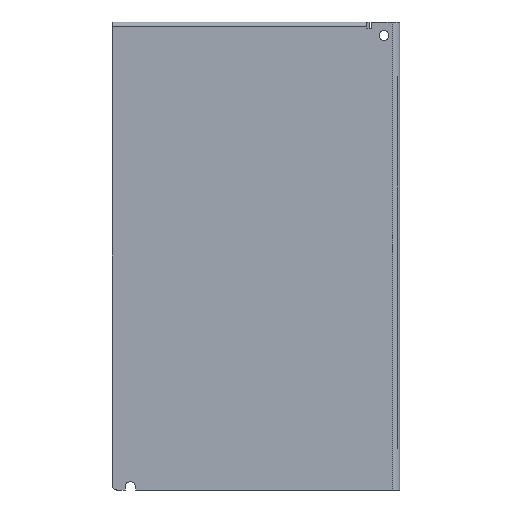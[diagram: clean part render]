
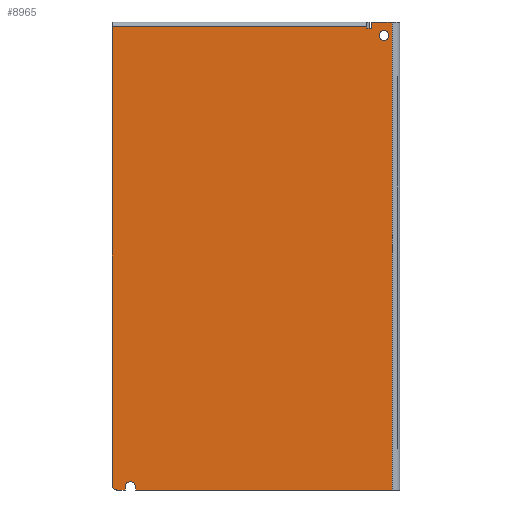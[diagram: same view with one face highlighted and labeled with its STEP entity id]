
A CAD part, front view. The second image highlights one B-rep face of the part: STEP entity #8965.
In plain terms, the highlighted planar face has unit normal (0, -1, 0).
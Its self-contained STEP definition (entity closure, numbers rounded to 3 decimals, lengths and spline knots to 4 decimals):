
#8965 = ADVANCED_FACE ( 'NONE', ( #24147, #24148 ), #26826, .T. ) ;
#24147 = FACE_OUTER_BOUND ( 'NONE', #71755, .T. ) ;
#24148 = FACE_BOUND ( 'NONE', #71757, .T. ) ;
#26826 = PLANE ( 'NONE',  #27153 ) ;
#26827 = CARTESIAN_POINT ( 'NONE',  ( -1.91, -0.75, -6.22 ) ) ;
#26828 = DIRECTION ( 'NONE',  ( 0., -1., 0. ) ) ;
#26829 = DIRECTION ( 'NONE',  ( 0., 0., -1. ) ) ;
#27153 = AXIS2_PLACEMENT_3D ( 'NONE', #26827, #26828, #26829 ) ;
#47588 = LINE ( 'NONE', #51202, #52250 ) ;
#47658 = LINE ( 'NONE', #51354, #52498 ) ;
#47709 = LINE ( 'NONE', #51498, #52725 ) ;
#47710 = LINE ( 'NONE', #51500, #52728 ) ;
#47711 = LINE ( 'NONE', #51502, #52732 ) ;
#47712 = LINE ( 'NONE', #51504, #52736 ) ;
#47713 = LINE ( 'NONE', #51506, #52739 ) ;
#47714 = LINE ( 'NONE', #51508, #52743 ) ;
#47715 = LINE ( 'NONE', #51510, #52747 ) ;
#47716 = LINE ( 'NONE', #51515, #52753 ) ;
#47717 = LINE ( 'NONE', #51517, #52757 ) ;
#51117 = CARTESIAN_POINT ( 'NONE',  ( -1.67, -0.75, -6.18 ) ) ;
#51118 = DIRECTION ( 'NONE',  ( 0., -1., 0. ) ) ;
#51119 = DIRECTION ( 'NONE',  ( 0., 0., -1. ) ) ;
#51127 = CARTESIAN_POINT ( 'NONE',  ( 1.7, -0.75, -0.18 ) ) ;
#51128 = DIRECTION ( 'NONE',  ( 0., -1., 0. ) ) ;
#51129 = DIRECTION ( 'NONE',  ( 0., 0., -1. ) ) ;
#51202 = CARTESIAN_POINT ( 'NONE',  ( -1.91, -0.75, -6.22 ) ) ;
#51203 = DIRECTION ( 'NONE',  ( 1., 0., 0. ) ) ;
#51354 = CARTESIAN_POINT ( 'NONE',  ( -1.91, -0.75, 0. ) ) ;
#51355 = DIRECTION ( 'NONE',  ( 1., 0., 0. ) ) ;
#51498 = CARTESIAN_POINT ( 'NONE',  ( -1.6, -0.75, -6.22 ) ) ;
#51499 = DIRECTION ( 'NONE',  ( 0., 0., 1. ) ) ;
#51500 = CARTESIAN_POINT ( 'NONE',  ( 1.81, -0.75, -6.22 ) ) ;
#51501 = DIRECTION ( 'NONE',  ( 0., 0., 1. ) ) ;
#51502 = CARTESIAN_POINT ( 'NONE',  ( 1.532, -0.75, -6.22 ) ) ;
#51503 = DIRECTION ( 'NONE',  ( 0., 0., 1. ) ) ;
#51504 = CARTESIAN_POINT ( 'NONE',  ( -1.91, -0.75, -0.08 ) ) ;
#51505 = DIRECTION ( 'NONE',  ( 1., 0., 0. ) ) ;
#51506 = CARTESIAN_POINT ( 'NONE',  ( 1.473, -0.75, -6.22 ) ) ;
#51507 = DIRECTION ( 'NONE',  ( 0., 0., -1. ) ) ;
#51508 = CARTESIAN_POINT ( 'NONE',  ( -1.91, -0.75, -0.06 ) ) ;
#51509 = DIRECTION ( 'NONE',  ( -1., 0., 0. ) ) ;
#51510 = CARTESIAN_POINT ( 'NONE',  ( -1.91, -0.75, -6.22 ) ) ;
#51511 = DIRECTION ( 'NONE',  ( 0., 0., 1. ) ) ;
#51512 = CARTESIAN_POINT ( 'NONE',  ( -1.85, -0.75, -6.16 ) ) ;
#51513 = DIRECTION ( 'NONE',  ( 0., -1., 0. ) ) ;
#51514 = DIRECTION ( 'NONE',  ( 0., 0., -1. ) ) ;
#51515 = CARTESIAN_POINT ( 'NONE',  ( -1.91, -0.75, -6.22 ) ) ;
#51516 = DIRECTION ( 'NONE',  ( 1., 0., 0. ) ) ;
#51517 = CARTESIAN_POINT ( 'NONE',  ( -1.74, -0.75, -6.22 ) ) ;
#51518 = DIRECTION ( 'NONE',  ( 0., 0., -1. ) ) ;
#51519 = CARTESIAN_POINT ( 'NONE',  ( -1.67, -0.75, -6.18 ) ) ;
#51520 = DIRECTION ( 'NONE',  ( 0., -1., 0. ) ) ;
#51521 = DIRECTION ( 'NONE',  ( 0., 0., -1. ) ) ;
#51522 = CARTESIAN_POINT ( 'NONE',  ( 1.7, -0.75, -0.18 ) ) ;
#51523 = DIRECTION ( 'NONE',  ( 0., -1., 0. ) ) ;
#51524 = DIRECTION ( 'NONE',  ( 0., 0., -1. ) ) ;
#52118 = CIRCLE ( 'NONE', #52123, 0.07 ) ;
#52123 = AXIS2_PLACEMENT_3D ( 'NONE', #51117, #51118, #51119 ) ;
#52134 = CIRCLE ( 'NONE', #52138, 0.065 ) ;
#52138 = AXIS2_PLACEMENT_3D ( 'NONE', #51127, #51128, #51129 ) ;
#52250 = VECTOR ( 'NONE', #51203, 39.3701 ) ;
#52498 = VECTOR ( 'NONE', #51355, 39.3701 ) ;
#52711 = CIRCLE ( 'NONE', #52759, 0.07 ) ;
#52716 = CIRCLE ( 'NONE', #52763, 0.065 ) ;
#52725 = VECTOR ( 'NONE', #51499, 39.3701 ) ;
#52728 = VECTOR ( 'NONE', #51501, 39.3701 ) ;
#52732 = VECTOR ( 'NONE', #51503, 39.3701 ) ;
#52736 = VECTOR ( 'NONE', #51505, 39.3701 ) ;
#52739 = VECTOR ( 'NONE', #51507, 39.3701 ) ;
#52743 = VECTOR ( 'NONE', #51509, 39.3701 ) ;
#52745 = CIRCLE ( 'NONE', #52749, 0.06 ) ;
#52747 = VECTOR ( 'NONE', #51511, 39.3701 ) ;
#52749 = AXIS2_PLACEMENT_3D ( 'NONE', #51512, #51513, #51514 ) ;
#52753 = VECTOR ( 'NONE', #51516, 39.3701 ) ;
#52757 = VECTOR ( 'NONE', #51518, 39.3701 ) ;
#52759 = AXIS2_PLACEMENT_3D ( 'NONE', #51519, #51520, #51521 ) ;
#52763 = AXIS2_PLACEMENT_3D ( 'NONE', #51522, #51523, #51524 ) ;
#59043 = CARTESIAN_POINT ( 'NONE',  ( -1.6, -0.75, -6.18 ) ) ;
#59044 = CARTESIAN_POINT ( 'NONE',  ( -1.67, -0.75, -6.11 ) ) ;
#59047 = CARTESIAN_POINT ( 'NONE',  ( 1.7, -0.75, -0.115 ) ) ;
#59048 = CARTESIAN_POINT ( 'NONE',  ( 1.7, -0.75, -0.245 ) ) ;
#59079 = CARTESIAN_POINT ( 'NONE',  ( 1.81, -0.75, -6.22 ) ) ;
#59080 = CARTESIAN_POINT ( 'NONE',  ( -1.6, -0.75, -6.22 ) ) ;
#59144 = CARTESIAN_POINT ( 'NONE',  ( 1.532, -0.75, 0. ) ) ;
#59145 = CARTESIAN_POINT ( 'NONE',  ( 1.81, -0.75, 0. ) ) ;
#59190 = CARTESIAN_POINT ( 'NONE',  ( 1.532, -0.75, -0.08 ) ) ;
#59191 = CARTESIAN_POINT ( 'NONE',  ( 1.473, -0.75, -0.08 ) ) ;
#59192 = CARTESIAN_POINT ( 'NONE',  ( 1.473, -0.75, -0.06 ) ) ;
#59193 = CARTESIAN_POINT ( 'NONE',  ( -1.91, -0.75, -0.06 ) ) ;
#59194 = CARTESIAN_POINT ( 'NONE',  ( -1.91, -0.75, -6.16 ) ) ;
#59195 = CARTESIAN_POINT ( 'NONE',  ( -1.85, -0.75, -6.22 ) ) ;
#59196 = CARTESIAN_POINT ( 'NONE',  ( -1.74, -0.75, -6.22 ) ) ;
#59197 = CARTESIAN_POINT ( 'NONE',  ( -1.74, -0.75, -6.18 ) ) ;
#70355 = EDGE_CURVE ( 'NONE', #73922, #73923, #52118, .T. ) ;
#70359 = EDGE_CURVE ( 'NONE', #73926, #73927, #52134, .T. ) ;
#70389 = EDGE_CURVE ( 'NONE', #73959, #73958, #47588, .T. ) ;
#70463 = EDGE_CURVE ( 'NONE', #74023, #74024, #47658, .T. ) ;
#70528 = EDGE_CURVE ( 'NONE', #73959, #73922, #47709, .T. ) ;
#70529 = EDGE_CURVE ( 'NONE', #73958, #74024, #47710, .T. ) ;
#70530 = EDGE_CURVE ( 'NONE', #74069, #74023, #47711, .T. ) ;
#70531 = EDGE_CURVE ( 'NONE', #74070, #74069, #47712, .T. ) ;
#70532 = EDGE_CURVE ( 'NONE', #74071, #74070, #47713, .T. ) ;
#70533 = EDGE_CURVE ( 'NONE', #74071, #74072, #47714, .T. ) ;
#70534 = EDGE_CURVE ( 'NONE', #74073, #74072, #47715, .T. ) ;
#70535 = EDGE_CURVE ( 'NONE', #74073, #74074, #52745, .T. ) ;
#70536 = EDGE_CURVE ( 'NONE', #74074, #74075, #47716, .T. ) ;
#70537 = EDGE_CURVE ( 'NONE', #74076, #74075, #47717, .T. ) ;
#70538 = EDGE_CURVE ( 'NONE', #73923, #74076, #52711, .T. ) ;
#70539 = EDGE_CURVE ( 'NONE', #73927, #73926, #52716, .T. ) ;
#71755 = EDGE_LOOP ( 'NONE', ( #72106, #72111, #72109, #72112, #72113, #72115, #72114, #72116, #72117, #72118, #72119, #72120, #72121, #72122 ) ) ;
#71757 = EDGE_LOOP ( 'NONE', ( #72124, #72125 ) ) ;
#72106 = ORIENTED_EDGE ( 'NONE', *, *, #70528, .F. ) ;
#72109 = ORIENTED_EDGE ( 'NONE', *, *, #70529, .T. ) ;
#72111 = ORIENTED_EDGE ( 'NONE', *, *, #70389, .T. ) ;
#72112 = ORIENTED_EDGE ( 'NONE', *, *, #70463, .F. ) ;
#72113 = ORIENTED_EDGE ( 'NONE', *, *, #70530, .F. ) ;
#72114 = ORIENTED_EDGE ( 'NONE', *, *, #70532, .F. ) ;
#72115 = ORIENTED_EDGE ( 'NONE', *, *, #70531, .F. ) ;
#72116 = ORIENTED_EDGE ( 'NONE', *, *, #70533, .T. ) ;
#72117 = ORIENTED_EDGE ( 'NONE', *, *, #70534, .F. ) ;
#72118 = ORIENTED_EDGE ( 'NONE', *, *, #70535, .T. ) ;
#72119 = ORIENTED_EDGE ( 'NONE', *, *, #70536, .T. ) ;
#72120 = ORIENTED_EDGE ( 'NONE', *, *, #70537, .F. ) ;
#72121 = ORIENTED_EDGE ( 'NONE', *, *, #70538, .F. ) ;
#72122 = ORIENTED_EDGE ( 'NONE', *, *, #70355, .F. ) ;
#72124 = ORIENTED_EDGE ( 'NONE', *, *, #70359, .F. ) ;
#72125 = ORIENTED_EDGE ( 'NONE', *, *, #70539, .F. ) ;
#73922 = VERTEX_POINT ( 'NONE', #59043 ) ;
#73923 = VERTEX_POINT ( 'NONE', #59044 ) ;
#73926 = VERTEX_POINT ( 'NONE', #59047 ) ;
#73927 = VERTEX_POINT ( 'NONE', #59048 ) ;
#73958 = VERTEX_POINT ( 'NONE', #59079 ) ;
#73959 = VERTEX_POINT ( 'NONE', #59080 ) ;
#74023 = VERTEX_POINT ( 'NONE', #59144 ) ;
#74024 = VERTEX_POINT ( 'NONE', #59145 ) ;
#74069 = VERTEX_POINT ( 'NONE', #59190 ) ;
#74070 = VERTEX_POINT ( 'NONE', #59191 ) ;
#74071 = VERTEX_POINT ( 'NONE', #59192 ) ;
#74072 = VERTEX_POINT ( 'NONE', #59193 ) ;
#74073 = VERTEX_POINT ( 'NONE', #59194 ) ;
#74074 = VERTEX_POINT ( 'NONE', #59195 ) ;
#74075 = VERTEX_POINT ( 'NONE', #59196 ) ;
#74076 = VERTEX_POINT ( 'NONE', #59197 ) ;
